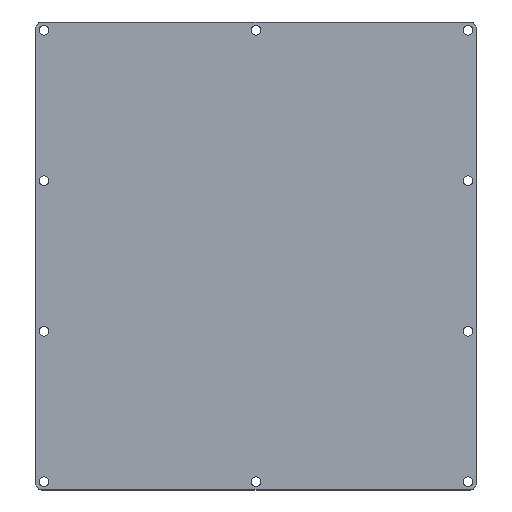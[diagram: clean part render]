
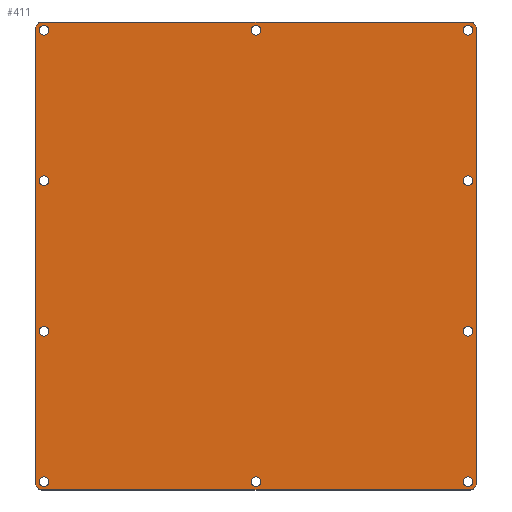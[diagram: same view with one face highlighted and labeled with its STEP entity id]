
A CAD part, top view. The second image highlights one B-rep face of the part: STEP entity #411.
In plain terms, the highlighted planar face has unit normal (0, 0, 1).
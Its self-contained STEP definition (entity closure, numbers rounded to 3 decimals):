
#15=FACE_BOUND('',#80,.T.);
#16=FACE_BOUND('',#81,.T.);
#17=FACE_BOUND('',#82,.T.);
#18=FACE_BOUND('',#83,.T.);
#19=FACE_BOUND('',#84,.T.);
#20=FACE_BOUND('',#85,.T.);
#21=FACE_BOUND('',#86,.T.);
#22=FACE_BOUND('',#87,.T.);
#23=FACE_BOUND('',#88,.T.);
#24=FACE_BOUND('',#89,.T.);
#39=PLANE('',#473);
#59=FACE_OUTER_BOUND('',#79,.T.);
#79=EDGE_LOOP('',(#343,#344,#345,#346,#347,#348,#349,#350));
#80=EDGE_LOOP('',(#351));
#81=EDGE_LOOP('',(#352));
#82=EDGE_LOOP('',(#353));
#83=EDGE_LOOP('',(#354));
#84=EDGE_LOOP('',(#355));
#85=EDGE_LOOP('',(#356));
#86=EDGE_LOOP('',(#357));
#87=EDGE_LOOP('',(#358));
#88=EDGE_LOOP('',(#359));
#89=EDGE_LOOP('',(#360));
#108=LINE('',#645,#134);
#113=LINE('',#659,#139);
#117=LINE('',#671,#143);
#121=LINE('',#683,#147);
#134=VECTOR('',#528,10.);
#139=VECTOR('',#541,10.);
#143=VECTOR('',#553,10.);
#147=VECTOR('',#565,10.);
#153=CIRCLE('',#428,2.25);
#155=CIRCLE('',#431,2.25);
#157=CIRCLE('',#434,2.25);
#159=CIRCLE('',#437,2.25);
#161=CIRCLE('',#440,2.25);
#163=CIRCLE('',#443,2.25);
#165=CIRCLE('',#446,2.25);
#167=CIRCLE('',#450,2.8);
#169=CIRCLE('',#454,2.8);
#171=CIRCLE('',#458,2.8);
#173=CIRCLE('',#462,2.8);
#175=CIRCLE('',#465,2.25);
#177=CIRCLE('',#468,2.25);
#179=CIRCLE('',#471,2.25);
#181=VERTEX_POINT('',#601);
#183=VERTEX_POINT('',#607);
#185=VERTEX_POINT('',#613);
#187=VERTEX_POINT('',#619);
#189=VERTEX_POINT('',#625);
#191=VERTEX_POINT('',#631);
#193=VERTEX_POINT('',#637);
#195=VERTEX_POINT('',#643);
#196=VERTEX_POINT('',#644);
#199=VERTEX_POINT('',#652);
#201=VERTEX_POINT('',#658);
#203=VERTEX_POINT('',#664);
#205=VERTEX_POINT('',#670);
#207=VERTEX_POINT('',#676);
#209=VERTEX_POINT('',#682);
#211=VERTEX_POINT('',#691);
#213=VERTEX_POINT('',#697);
#215=VERTEX_POINT('',#703);
#217=EDGE_CURVE('',#181,#181,#153,.T.);
#220=EDGE_CURVE('',#183,#183,#155,.T.);
#223=EDGE_CURVE('',#185,#185,#157,.T.);
#226=EDGE_CURVE('',#187,#187,#159,.T.);
#229=EDGE_CURVE('',#189,#189,#161,.T.);
#232=EDGE_CURVE('',#191,#191,#163,.T.);
#235=EDGE_CURVE('',#193,#193,#165,.T.);
#238=EDGE_CURVE('',#195,#196,#108,.T.);
#242=EDGE_CURVE('',#199,#195,#167,.T.);
#245=EDGE_CURVE('',#201,#199,#113,.T.);
#248=EDGE_CURVE('',#203,#201,#169,.T.);
#251=EDGE_CURVE('',#205,#203,#117,.T.);
#254=EDGE_CURVE('',#207,#205,#171,.T.);
#257=EDGE_CURVE('',#209,#207,#121,.T.);
#260=EDGE_CURVE('',#196,#209,#173,.T.);
#262=EDGE_CURVE('',#211,#211,#175,.T.);
#265=EDGE_CURVE('',#213,#213,#177,.T.);
#268=EDGE_CURVE('',#215,#215,#179,.T.);
#343=ORIENTED_EDGE('',*,*,#238,.T.);
#344=ORIENTED_EDGE('',*,*,#260,.T.);
#345=ORIENTED_EDGE('',*,*,#257,.T.);
#346=ORIENTED_EDGE('',*,*,#254,.T.);
#347=ORIENTED_EDGE('',*,*,#251,.T.);
#348=ORIENTED_EDGE('',*,*,#248,.T.);
#349=ORIENTED_EDGE('',*,*,#245,.T.);
#350=ORIENTED_EDGE('',*,*,#242,.T.);
#351=ORIENTED_EDGE('',*,*,#217,.T.);
#352=ORIENTED_EDGE('',*,*,#220,.T.);
#353=ORIENTED_EDGE('',*,*,#223,.T.);
#354=ORIENTED_EDGE('',*,*,#226,.T.);
#355=ORIENTED_EDGE('',*,*,#229,.T.);
#356=ORIENTED_EDGE('',*,*,#232,.T.);
#357=ORIENTED_EDGE('',*,*,#235,.T.);
#358=ORIENTED_EDGE('',*,*,#262,.T.);
#359=ORIENTED_EDGE('',*,*,#265,.T.);
#360=ORIENTED_EDGE('',*,*,#268,.T.);
#411=ADVANCED_FACE('',(#59,#15,#16,#17,#18,#19,#20,#21,#22,#23,#24),#39,
 .T.);
#428=AXIS2_PLACEMENT_3D('',#602,#479,#480);
#431=AXIS2_PLACEMENT_3D('',#608,#486,#487);
#434=AXIS2_PLACEMENT_3D('',#614,#493,#494);
#437=AXIS2_PLACEMENT_3D('',#620,#500,#501);
#440=AXIS2_PLACEMENT_3D('',#626,#507,#508);
#443=AXIS2_PLACEMENT_3D('',#632,#514,#515);
#446=AXIS2_PLACEMENT_3D('',#638,#521,#522);
#450=AXIS2_PLACEMENT_3D('',#653,#534,#535);
#454=AXIS2_PLACEMENT_3D('',#665,#546,#547);
#458=AXIS2_PLACEMENT_3D('',#677,#558,#559);
#462=AXIS2_PLACEMENT_3D('',#688,#570,#571);
#465=AXIS2_PLACEMENT_3D('',#692,#576,#577);
#468=AXIS2_PLACEMENT_3D('',#698,#583,#584);
#471=AXIS2_PLACEMENT_3D('',#704,#590,#591);
#473=AXIS2_PLACEMENT_3D('',#708,#595,#596);
#479=DIRECTION('center_axis',(0.,0.,-1.));
#480=DIRECTION('ref_axis',(-1.,0.,0.));
#486=DIRECTION('center_axis',(0.,0.,-1.));
#487=DIRECTION('ref_axis',(-1.,0.,0.));
#493=DIRECTION('center_axis',(0.,0.,-1.));
#494=DIRECTION('ref_axis',(-1.,0.,0.));
#500=DIRECTION('center_axis',(0.,0.,-1.));
#501=DIRECTION('ref_axis',(-1.,0.,0.));
#507=DIRECTION('center_axis',(0.,0.,-1.));
#508=DIRECTION('ref_axis',(-1.,0.,0.));
#514=DIRECTION('center_axis',(0.,0.,-1.));
#515=DIRECTION('ref_axis',(-1.,0.,0.));
#521=DIRECTION('center_axis',(0.,0.,-1.));
#522=DIRECTION('ref_axis',(-1.,0.,0.));
#528=DIRECTION('',(0.,1.,0.));
#534=DIRECTION('center_axis',(0.,0.,1.));
#535=DIRECTION('ref_axis',(0.,-1.,0.));
#541=DIRECTION('',(1.,0.,0.));
#546=DIRECTION('center_axis',(0.,0.,1.));
#547=DIRECTION('ref_axis',(-1.,0.,0.));
#553=DIRECTION('',(0.,-1.,0.));
#558=DIRECTION('center_axis',(0.,0.,1.));
#559=DIRECTION('ref_axis',(0.,1.,0.));
#565=DIRECTION('',(-1.,0.,0.));
#570=DIRECTION('center_axis',(0.,0.,1.));
#571=DIRECTION('ref_axis',(1.,0.,0.));
#576=DIRECTION('center_axis',(0.,0.,-1.));
#577=DIRECTION('ref_axis',(-1.,0.,0.));
#583=DIRECTION('center_axis',(0.,0.,-1.));
#584=DIRECTION('ref_axis',(-1.,0.,0.));
#590=DIRECTION('center_axis',(0.,0.,-1.));
#591=DIRECTION('ref_axis',(-1.,0.,0.));
#595=DIRECTION('center_axis',(0.,0.,1.));
#596=DIRECTION('ref_axis',(-1.,0.,0.));
#601=CARTESIAN_POINT('',(-95.75,168.,126.8));
#602=CARTESIAN_POINT('Origin',(-98.,168.,126.8));
#607=CARTESIAN_POINT('',(-95.75,28.804,126.8));
#608=CARTESIAN_POINT('Origin',(-98.,28.804,126.8));
#613=CARTESIAN_POINT('',(100.25,-40.794,126.8));
#614=CARTESIAN_POINT('Origin',(98.,-40.794,126.8));
#619=CARTESIAN_POINT('',(-95.75,-40.794,126.8));
#620=CARTESIAN_POINT('Origin',(-98.,-40.794,126.8));
#625=CARTESIAN_POINT('',(-95.75,98.402,126.8));
#626=CARTESIAN_POINT('Origin',(-98.,98.402,126.8));
#631=CARTESIAN_POINT('',(2.25,168.,126.8));
#632=CARTESIAN_POINT('Origin',(0.,168.,126.8));
#637=CARTESIAN_POINT('',(100.25,28.804,126.8));
#638=CARTESIAN_POINT('Origin',(98.,28.804,126.8));
#643=CARTESIAN_POINT('',(101.8,-41.794,126.8));
#644=CARTESIAN_POINT('',(101.8,169.,126.8));
#645=CARTESIAN_POINT('',(101.8,10.905,126.8));
#652=CARTESIAN_POINT('',(99.,-44.594,126.8));
#653=CARTESIAN_POINT('Origin',(99.,-41.794,126.8));
#658=CARTESIAN_POINT('',(-99.,-44.594,126.8));
#659=CARTESIAN_POINT('',(-49.5,-44.594,126.8));
#664=CARTESIAN_POINT('',(-101.8,-41.794,126.8));
#665=CARTESIAN_POINT('Origin',(-99.,-41.794,126.8));
#670=CARTESIAN_POINT('',(-101.8,169.,126.8));
#671=CARTESIAN_POINT('',(-101.8,116.302,126.8));
#676=CARTESIAN_POINT('',(-99.,171.8,126.8));
#677=CARTESIAN_POINT('Origin',(-99.,169.,126.8));
#682=CARTESIAN_POINT('',(99.,171.8,126.8));
#683=CARTESIAN_POINT('',(49.5,171.8,126.8));
#688=CARTESIAN_POINT('Origin',(99.,169.,126.8));
#691=CARTESIAN_POINT('',(2.25,-40.794,126.8));
#692=CARTESIAN_POINT('Origin',(0.,-40.794,126.8));
#697=CARTESIAN_POINT('',(100.25,98.402,126.8));
#698=CARTESIAN_POINT('Origin',(98.,98.402,126.8));
#703=CARTESIAN_POINT('',(100.25,168.,126.8));
#704=CARTESIAN_POINT('Origin',(98.,168.,126.8));
#708=CARTESIAN_POINT('Origin',(0.,63.603,126.8));
